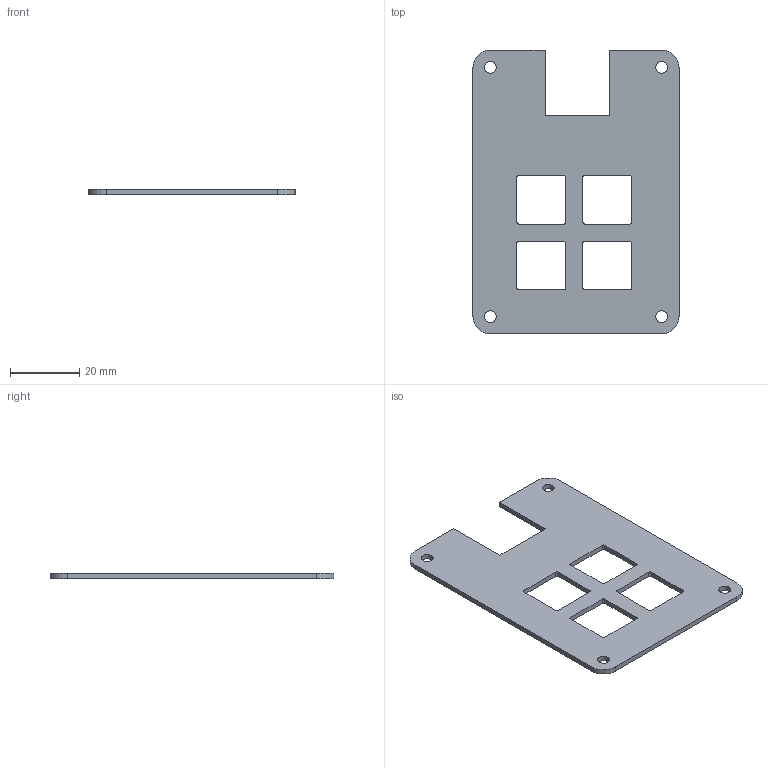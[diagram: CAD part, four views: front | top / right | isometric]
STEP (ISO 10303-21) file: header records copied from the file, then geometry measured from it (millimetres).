
FILE_DESCRIPTION(/* description */ (''),/* implementation_level */ '2;1');
FILE_NAME(/* name */ 'macropad_top.step',/* time_stamp */ '2025-06-17T21:12:00+03:00',/* author */ (''),/* organization */ (''),/* preprocessor_version */ 'ST-DEVELOPER v20.1',/* originating_system */ 'Autodesk Translation Framework v14.10.0.0',/* authorisation */ '');
FILE_SCHEMA (('AUTOMOTIVE_DESIGN { 1 0 10303 214 3 1 1 }'));
Length unit declared in the file: millimetre
Products named in the file (1): macropad_top
Bounding box: 59.5 x 82 x 1.5 mm (x, y, z)
Volume: 5530.9 mm3; surface area: 8269.8 mm2
Topology: 1 solids, 1 shells, 448 faces, 1263 edges, 842 vertices
Faces by surface type: bspline 253, plane 171, cylinder 24
Full cylindrical faces by diameter (mm): 3.4 x4
Entity records: 18358 total; most frequent: CARTESIAN_POINT 8403, ORIENTED_EDGE 2526, EDGE_CURVE 1263, DIRECTION 1197, VERTEX_POINT 842, LINE 709, VECTOR 709, B_SPLINE_CURVE_WITH_KNOTS 506
